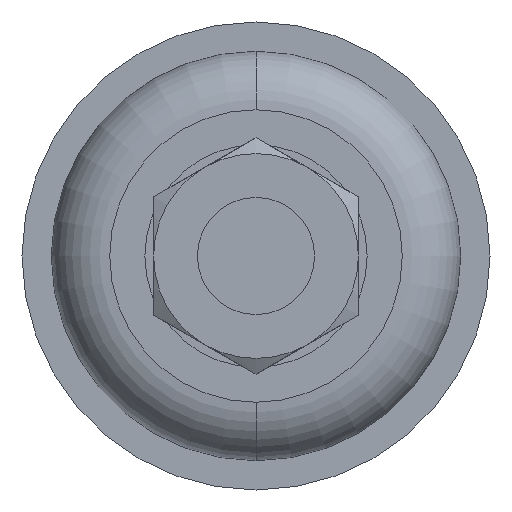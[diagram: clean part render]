
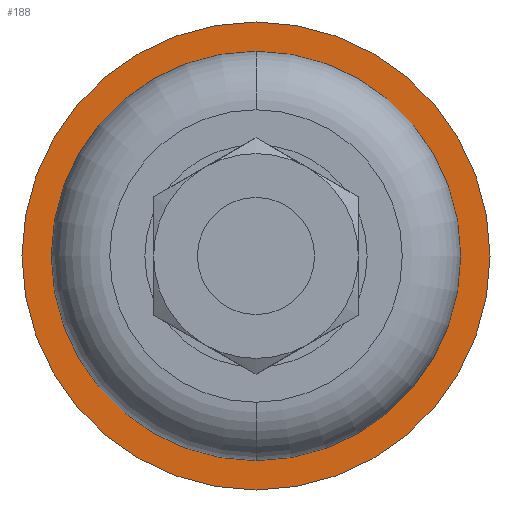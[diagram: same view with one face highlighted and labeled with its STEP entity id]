
A CAD part, front view. The second image highlights one B-rep face of the part: STEP entity #188.
In plain terms, the highlighted planar face has unit normal (0, -1, 0).
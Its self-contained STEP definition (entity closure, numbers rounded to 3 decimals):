
#15 = EDGE_CURVE ( 'NONE', #1536, #1127, #40, .T. ) ;
#40 = CIRCLE ( 'NONE', #625, 7. ) ;
#93 = EDGE_CURVE ( 'NONE', #1127, #1536, #122, .T. ) ;
#95 = EDGE_CURVE ( 'NONE', #1322, #1372, #123, .T. ) ;
#122 = CIRCLE ( 'NONE', #769, 7. ) ;
#123 = CIRCLE ( 'NONE', #766, 8. ) ;
#141 = CIRCLE ( 'NONE', #687, 8. ) ;
#176 = EDGE_CURVE ( 'NONE', #1372, #1322, #141, .T. ) ;
#188 = ADVANCED_FACE ( 'NONE', ( #809, #817 ), #582, .T. ) ;
#384 = CARTESIAN_POINT ( 'NONE',  ( 0., 5., 0. ) ) ;
#404 = DIRECTION ( 'NONE',  ( 0., 0., -1. ) ) ;
#405 = DIRECTION ( 'NONE',  ( 0., 0., -1. ) ) ;
#406 = DIRECTION ( 'NONE',  ( 0., -1., 0. ) ) ;
#410 = DIRECTION ( 'NONE',  ( 0., -1., 0. ) ) ;
#422 = CARTESIAN_POINT ( 'NONE',  ( 0., 5., 0. ) ) ;
#546 = CARTESIAN_POINT ( 'NONE',  ( 0., 5., 0. ) ) ;
#547 = DIRECTION ( 'NONE',  ( 0., -1., 0. ) ) ;
#548 = DIRECTION ( 'NONE',  ( 0., 0., -1. ) ) ;
#582 = PLANE ( 'NONE',  #821 ) ;
#583 = CARTESIAN_POINT ( 'NONE',  ( 7., 5., 0. ) ) ;
#584 = DIRECTION ( 'NONE',  ( 0., -1., 0. ) ) ;
#585 = DIRECTION ( 'NONE',  ( 0., 0., -1. ) ) ;
#625 = AXIS2_PLACEMENT_3D ( 'NONE', #1371, #1205, #1259 ) ;
#687 = AXIS2_PLACEMENT_3D ( 'NONE', #546, #547, #548 ) ;
#766 = AXIS2_PLACEMENT_3D ( 'NONE', #384, #406, #404 ) ;
#769 = AXIS2_PLACEMENT_3D ( 'NONE', #422, #410, #405 ) ;
#809 = FACE_OUTER_BOUND ( 'NONE', #1396, .T. ) ;
#817 = FACE_BOUND ( 'NONE', #1349, .T. ) ;
#821 = AXIS2_PLACEMENT_3D ( 'NONE', #583, #584, #585 ) ;
#1127 = VERTEX_POINT ( 'NONE', #1630 ) ;
#1205 = DIRECTION ( 'NONE',  ( 0., -1., 0. ) ) ;
#1259 = DIRECTION ( 'NONE',  ( 0., 0., -1. ) ) ;
#1322 = VERTEX_POINT ( 'NONE', #1713 ) ;
#1349 = EDGE_LOOP ( 'NONE', ( #1462, #1589 ) ) ;
#1371 = CARTESIAN_POINT ( 'NONE',  ( 0., 5., 0. ) ) ;
#1372 = VERTEX_POINT ( 'NONE', #1746 ) ;
#1396 = EDGE_LOOP ( 'NONE', ( #1570, #1588 ) ) ;
#1462 = ORIENTED_EDGE ( 'NONE', *, *, #15, .F. ) ;
#1536 = VERTEX_POINT ( 'NONE', #1664 ) ;
#1570 = ORIENTED_EDGE ( 'NONE', *, *, #176, .T. ) ;
#1588 = ORIENTED_EDGE ( 'NONE', *, *, #95, .T. ) ;
#1589 = ORIENTED_EDGE ( 'NONE', *, *, #93, .F. ) ;
#1630 = CARTESIAN_POINT ( 'NONE',  ( 0., 5., 7. ) ) ;
#1664 = CARTESIAN_POINT ( 'NONE',  ( 0., 5., -7. ) ) ;
#1713 = CARTESIAN_POINT ( 'NONE',  ( 0., 5., 8. ) ) ;
#1746 = CARTESIAN_POINT ( 'NONE',  ( 0., 5., -8. ) ) ;
